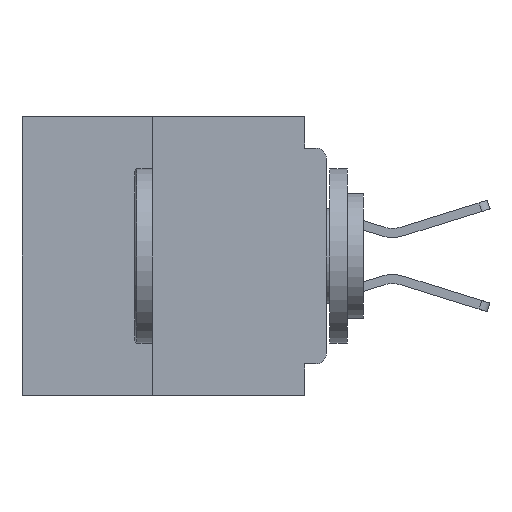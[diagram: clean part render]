
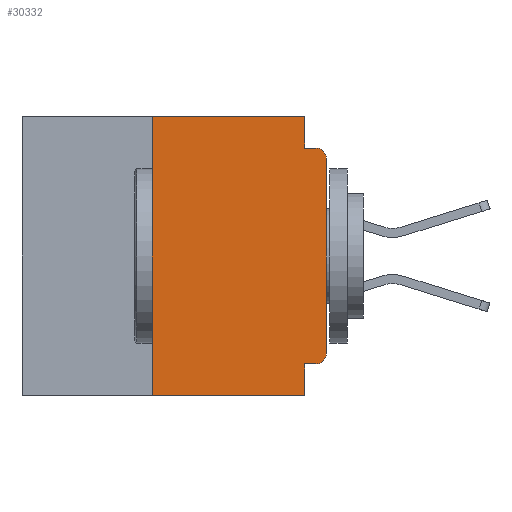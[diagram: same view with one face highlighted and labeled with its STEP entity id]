
A CAD part, left-side view. The second image highlights one B-rep face of the part: STEP entity #30332.
In plain terms, the highlighted planar face has unit normal (-1, 0, 0).
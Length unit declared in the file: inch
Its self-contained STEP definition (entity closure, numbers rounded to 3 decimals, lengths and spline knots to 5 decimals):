
#1282 = CARTESIAN_POINT ( 'NONE',  ( 0., 0.015, -0.355 ) ) ;
#1334 = VERTEX_POINT ( 'NONE', #14675 ) ;
#1522 = VERTEX_POINT ( 'NONE', #13965 ) ;
#1650 = DIRECTION ( 'NONE',  ( 0., 0., -1. ) ) ;
#1870 = VERTEX_POINT ( 'NONE', #12835 ) ;
#2302 = EDGE_CURVE ( 'NONE', #1870, #16028, #31357, .T. ) ;
#2558 = EDGE_CURVE ( 'NONE', #9787, #1522, #37201, .T. ) ;
#3395 = VECTOR ( 'NONE', #32791, 39.37008 ) ;
#6066 = ORIENTED_EDGE ( 'NONE', *, *, #15953, .T. ) ;
#6157 = VERTEX_POINT ( 'NONE', #35152 ) ;
#6182 = VECTOR ( 'NONE', #1650, 39.37008 ) ;
#6587 = ORIENTED_EDGE ( 'NONE', *, *, #21046, .F. ) ;
#8276 = DIRECTION ( 'NONE',  ( 1., 0., 0. ) ) ;
#9335 = EDGE_LOOP ( 'NONE', ( #13582, #6066, #25063, #17566, #35412, #20582, #31007, #6587, #33948, #26578 ) ) ;
#9424 = DIRECTION ( 'NONE',  ( 0., -1., 0. ) ) ;
#9552 = EDGE_CURVE ( 'NONE', #9847, #26170, #10145, .T. ) ;
#9787 = VERTEX_POINT ( 'NONE', #39344 ) ;
#9847 = VERTEX_POINT ( 'NONE', #1282 ) ;
#10145 = CIRCLE ( 'NONE', #38180, 0.015 ) ;
#10478 = AXIS2_PLACEMENT_3D ( 'NONE', #39858, #8276, #30560 ) ;
#10555 = CARTESIAN_POINT ( 'NONE',  ( 0., 0., -0.045 ) ) ;
#10844 = CARTESIAN_POINT ( 'NONE',  ( 0., 0.031, -0.355 ) ) ;
#12460 = VECTOR ( 'NONE', #25098, 39.37008 ) ;
#12835 = CARTESIAN_POINT ( 'NONE',  ( 0., 0.25, 0. ) ) ;
#13043 = EDGE_CURVE ( 'NONE', #40428, #1334, #40571, .T. ) ;
#13582 = ORIENTED_EDGE ( 'NONE', *, *, #25850, .T. ) ;
#13593 = CARTESIAN_POINT ( 'NONE',  ( 0., 0.437, 0. ) ) ;
#13760 = DIRECTION ( 'NONE',  ( 0., -1., 0. ) ) ;
#13965 = CARTESIAN_POINT ( 'NONE',  ( 0., 0.031, -0.4 ) ) ;
#14675 = CARTESIAN_POINT ( 'NONE',  ( 0., 0.015, -0.045 ) ) ;
#14851 = VECTOR ( 'NONE', #34568, 39.37008 ) ;
#15447 = CARTESIAN_POINT ( 'NONE',  ( 0., 0.031, -0.4 ) ) ;
#15953 = EDGE_CURVE ( 'NONE', #6157, #1334, #24073, .T. ) ;
#16028 = VERTEX_POINT ( 'NONE', #29127 ) ;
#16303 = CARTESIAN_POINT ( 'NONE',  ( 0., 0.015, -0.34 ) ) ;
#16726 = VECTOR ( 'NONE', #24933, 39.37008 ) ;
#17566 = ORIENTED_EDGE ( 'NONE', *, *, #23462, .F. ) ;
#17766 = PLANE ( 'NONE',  #10478 ) ;
#19115 = FACE_OUTER_BOUND ( 'NONE', #9335, .T. ) ;
#19258 = DIRECTION ( 'NONE',  ( -1., 0., 0. ) ) ;
#19517 = DIRECTION ( 'NONE',  ( 0., 0., -1. ) ) ;
#20181 = LINE ( 'NONE', #34532, #27666 ) ;
#20582 = ORIENTED_EDGE ( 'NONE', *, *, #29317, .F. ) ;
#20937 = LINE ( 'NONE', #34467, #12460 ) ;
#21046 = EDGE_CURVE ( 'NONE', #23348, #1522, #23316, .T. ) ;
#21712 = CARTESIAN_POINT ( 'NONE',  ( 0., 0., -0.355 ) ) ;
#22919 = VECTOR ( 'NONE', #9424, 39.37008 ) ;
#23316 = LINE ( 'NONE', #15447, #14851 ) ;
#23348 = VERTEX_POINT ( 'NONE', #10844 ) ;
#23462 = EDGE_CURVE ( 'NONE', #16028, #40428, #40907, .T. ) ;
#24073 = CIRCLE ( 'NONE', #30123, 0.015 ) ;
#24933 = DIRECTION ( 'NONE',  ( 0., 1., 0. ) ) ;
#25063 = ORIENTED_EDGE ( 'NONE', *, *, #13043, .F. ) ;
#25098 = DIRECTION ( 'NONE',  ( 0., 0., 1. ) ) ;
#25682 = DIRECTION ( 'NONE',  ( 0., 0., -1. ) ) ;
#25850 = EDGE_CURVE ( 'NONE', #26170, #6157, #20937, .T. ) ;
#26170 = VERTEX_POINT ( 'NONE', #36080 ) ;
#26578 = ORIENTED_EDGE ( 'NONE', *, *, #9552, .T. ) ;
#27280 = CARTESIAN_POINT ( 'NONE',  ( 0., 0.031, 0. ) ) ;
#27666 = VECTOR ( 'NONE', #31527, 39.37008 ) ;
#28786 = EDGE_CURVE ( 'NONE', #9847, #23348, #34590, .T. ) ;
#29127 = CARTESIAN_POINT ( 'NONE',  ( 0., 0.031, 0. ) ) ;
#29317 = EDGE_CURVE ( 'NONE', #9787, #1870, #20181, .T. ) ;
#30123 = AXIS2_PLACEMENT_3D ( 'NONE', #38150, #19258, #25682 ) ;
#30332 = ADVANCED_FACE ( 'NONE', ( #19115 ), #17766, .F. ) ;
#30560 = DIRECTION ( 'NONE',  ( 0., 0., -1. ) ) ;
#31007 = ORIENTED_EDGE ( 'NONE', *, *, #2558, .T. ) ;
#31357 = LINE ( 'NONE', #13593, #22919 ) ;
#31527 = DIRECTION ( 'NONE',  ( 0., 0., 1. ) ) ;
#32240 = VECTOR ( 'NONE', #13760, 39.37008 ) ;
#32791 = DIRECTION ( 'NONE',  ( 0., -1., 0. ) ) ;
#33287 = CARTESIAN_POINT ( 'NONE',  ( 0., 0.437, -0.4 ) ) ;
#33948 = ORIENTED_EDGE ( 'NONE', *, *, #28786, .F. ) ;
#34359 = CARTESIAN_POINT ( 'NONE',  ( 0., 0.031, -0.045 ) ) ;
#34467 = CARTESIAN_POINT ( 'NONE',  ( 0., 0., 0. ) ) ;
#34532 = CARTESIAN_POINT ( 'NONE',  ( 0., 0.25, -0.4 ) ) ;
#34568 = DIRECTION ( 'NONE',  ( 0., 0., -1. ) ) ;
#34590 = LINE ( 'NONE', #21712, #16726 ) ;
#35152 = CARTESIAN_POINT ( 'NONE',  ( 0., 0., -0.06 ) ) ;
#35412 = ORIENTED_EDGE ( 'NONE', *, *, #2302, .F. ) ;
#36080 = CARTESIAN_POINT ( 'NONE',  ( 0., 0., -0.34 ) ) ;
#37201 = LINE ( 'NONE', #33287, #3395 ) ;
#38150 = CARTESIAN_POINT ( 'NONE',  ( 0., 0.015, -0.06 ) ) ;
#38180 = AXIS2_PLACEMENT_3D ( 'NONE', #16303, #38399, #19517 ) ;
#38399 = DIRECTION ( 'NONE',  ( -1., 0., 0. ) ) ;
#39344 = CARTESIAN_POINT ( 'NONE',  ( 0., 0.25, -0.4 ) ) ;
#39858 = CARTESIAN_POINT ( 'NONE',  ( 0., 0.437, 0. ) ) ;
#40428 = VERTEX_POINT ( 'NONE', #34359 ) ;
#40571 = LINE ( 'NONE', #10555, #32240 ) ;
#40907 = LINE ( 'NONE', #27280, #6182 ) ;
